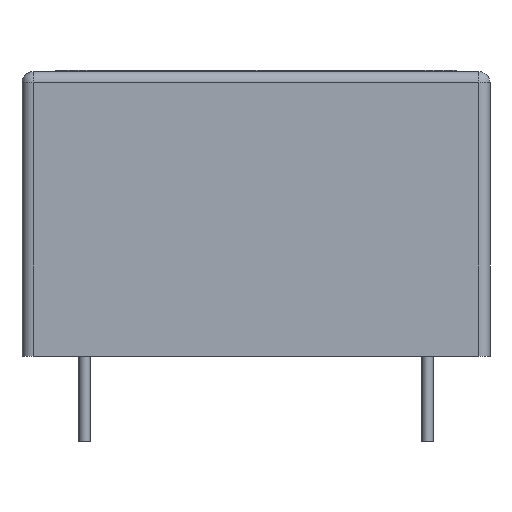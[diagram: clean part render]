
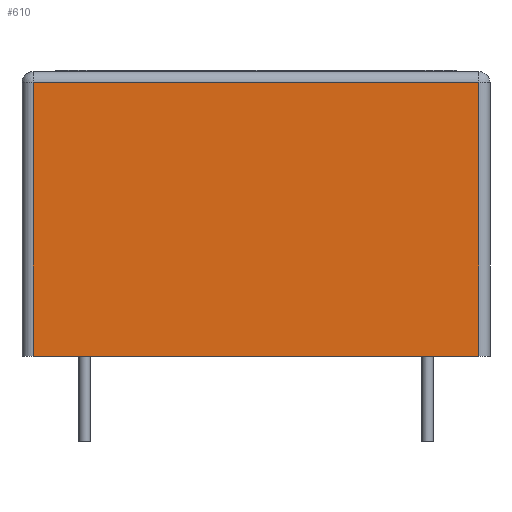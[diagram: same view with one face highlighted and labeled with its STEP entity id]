
A CAD part, left-side view. The second image highlights one B-rep face of the part: STEP entity #610.
In plain terms, the highlighted planar face has unit normal (-1, 0, 0).
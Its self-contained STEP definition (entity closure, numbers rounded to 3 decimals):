
#45=PLANE($,#704);
#86=FACE_OUTER_BOUND($,#138,.T.);
#138=EDGE_LOOP($,(#499,#500,#501,#502));
#200=LINE($,#1053,#236);
#203=LINE($,#1071,#239);
#205=LINE($,#1077,#241);
#206=LINE($,#1078,#242);
#236=VECTOR($,#833,19.8);
#239=VECTOR($,#860,12.15);
#241=VECTOR($,#866,12.15);
#242=VECTOR($,#867,19.8);
#314=VERTEX_POINT($,#1047);
#316=VERTEX_POINT($,#1051);
#319=VERTEX_POINT($,#1070);
#321=VERTEX_POINT($,#1076);
#378=EDGE_CURVE($,#316,#314,#200,.T.);
#387=EDGE_CURVE($,#319,#314,#203,.T.);
#390=EDGE_CURVE($,#321,#316,#205,.T.);
#391=EDGE_CURVE($,#319,#321,#206,.T.);
#499=ORIENTED_EDGE($,*,*,#378,.F.);
#500=ORIENTED_EDGE($,*,*,#390,.F.);
#501=ORIENTED_EDGE($,*,*,#391,.F.);
#502=ORIENTED_EDGE($,*,*,#387,.T.);
#610=ADVANCED_FACE($,(#86),#45,.T.);
#704=AXIS2_PLACEMENT_3D($,#1075,#864,#865);
#833=DIRECTION($,(0.,-1.,0.));
#860=DIRECTION($,(0.,0.,1.));
#864=DIRECTION('center_axis',(-1.,0.,0.));
#865=DIRECTION('ref_axis',(0.,0.,1.));
#866=DIRECTION($,(0.,0.,1.));
#867=DIRECTION($,(0.,1.,0.));
#1047=CARTESIAN_POINT('',(-16.25,-9.9,12.15));
#1051=CARTESIAN_POINT('',(-16.25,9.9,12.15));
#1053=CARTESIAN_POINT($,(-16.25,-4.95,12.15));
#1070=CARTESIAN_POINT('',(-16.25,-9.9,0.));
#1071=CARTESIAN_POINT($,(-16.25,-9.9,0.));
#1075=CARTESIAN_POINT('Origin',(-16.25,-9.9,0.));
#1076=CARTESIAN_POINT('',(-16.25,9.9,0.));
#1077=CARTESIAN_POINT($,(-16.25,9.9,0.));
#1078=CARTESIAN_POINT($,(-16.25,-9.9,0.));
